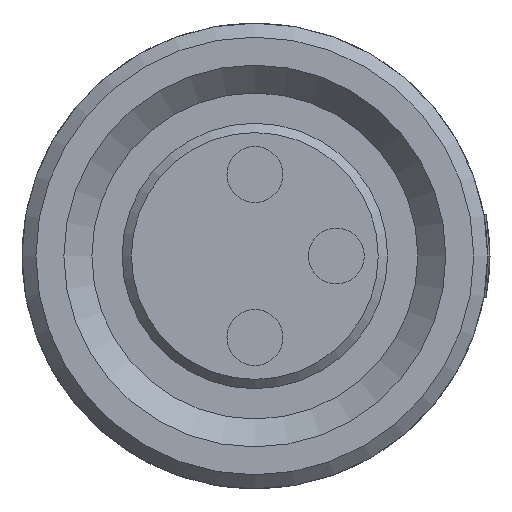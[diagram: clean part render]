
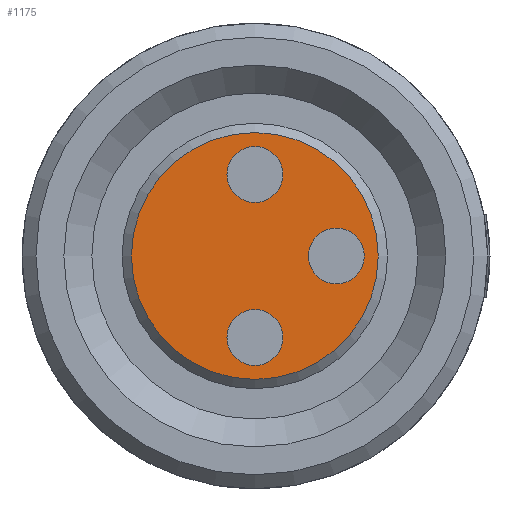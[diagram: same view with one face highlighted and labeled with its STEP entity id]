
A CAD part, left-side view. The second image highlights one B-rep face of the part: STEP entity #1175.
In plain terms, the highlighted planar face has unit normal (-1, 0, 0).
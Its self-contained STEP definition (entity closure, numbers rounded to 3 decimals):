
#225=FACE_BOUND('',#353,.T.);
#226=FACE_BOUND('',#354,.T.);
#227=FACE_BOUND('',#355,.T.);
#265=FACE_OUTER_BOUND('',#352,.T.);
#352=EDGE_LOOP('',(#901));
#353=EDGE_LOOP('',(#902));
#354=EDGE_LOOP('',(#903));
#355=EDGE_LOOP('',(#904));
#439=CIRCLE('',#1305,2.65);
#441=CIRCLE('',#1309,0.6);
#442=CIRCLE('',#1310,0.6);
#443=CIRCLE('',#1311,0.6);
#524=VERTEX_POINT('',#2554);
#526=VERTEX_POINT('',#2562);
#527=VERTEX_POINT('',#2564);
#528=VERTEX_POINT('',#2566);
#657=EDGE_CURVE('',#524,#524,#439,.T.);
#660=EDGE_CURVE('',#526,#526,#441,.T.);
#661=EDGE_CURVE('',#527,#527,#442,.T.);
#662=EDGE_CURVE('',#528,#528,#443,.T.);
#901=ORIENTED_EDGE('',*,*,#657,.F.);
#902=ORIENTED_EDGE('',*,*,#660,.T.);
#903=ORIENTED_EDGE('',*,*,#661,.T.);
#904=ORIENTED_EDGE('',*,*,#662,.T.);
#1116=PLANE('',#1308);
#1175=ADVANCED_FACE('',(#265,#225,#226,#227),#1116,.T.);
#1305=AXIS2_PLACEMENT_3D('',#2556,#1551,#1552);
#1308=AXIS2_PLACEMENT_3D('',#2561,#1558,#1559);
#1309=AXIS2_PLACEMENT_3D('',#2563,#1560,#1561);
#1310=AXIS2_PLACEMENT_3D('',#2565,#1562,#1563);
#1311=AXIS2_PLACEMENT_3D('',#2567,#1564,#1565);
#1551=DIRECTION('center_axis',(1.,0.,0.));
#1552=DIRECTION('ref_axis',(0.,0.,-1.));
#1558=DIRECTION('center_axis',(-1.,0.,0.));
#1559=DIRECTION('ref_axis',(0.,1.,0.));
#1560=DIRECTION('center_axis',(1.,0.,0.));
#1561=DIRECTION('ref_axis',(0.,0.,1.));
#1562=DIRECTION('center_axis',(1.,0.,0.));
#1563=DIRECTION('ref_axis',(0.,0.,1.));
#1564=DIRECTION('center_axis',(1.,0.,0.));
#1565=DIRECTION('ref_axis',(0.,0.,1.));
#2554=CARTESIAN_POINT('',(-19.75,0.,2.65));
#2556=CARTESIAN_POINT('Origin',(-19.75,0.,0.));
#2561=CARTESIAN_POINT('Origin',(-19.75,0.,1.425));
#2562=CARTESIAN_POINT('',(-19.75,0.,1.15));
#2563=CARTESIAN_POINT('Origin',(-19.75,0.,1.75));
#2564=CARTESIAN_POINT('',(-19.75,0.,-2.35));
#2565=CARTESIAN_POINT('Origin',(-19.75,0.,-1.75));
#2566=CARTESIAN_POINT('',(-19.75,-1.75,-0.6));
#2567=CARTESIAN_POINT('Origin',(-19.75,-1.75,0.));
